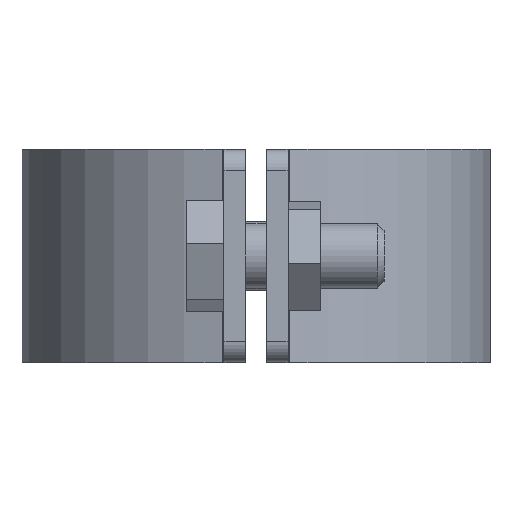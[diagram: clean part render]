
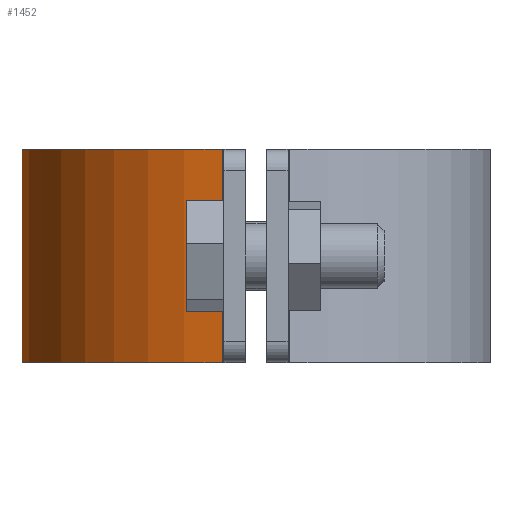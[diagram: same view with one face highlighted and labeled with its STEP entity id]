
A CAD part, left-side view. The second image highlights one B-rep face of the part: STEP entity #1452.
In plain terms, the highlighted cylindrical face has radius 22 mm (diameter 44 mm), a partial arc.
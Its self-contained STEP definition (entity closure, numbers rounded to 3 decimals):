
#65 = VERTEX_POINT ( 'NONE', #1570 ) ;
#67 = DIRECTION ( 'NONE',  ( 0., 0., -1. ) ) ;
#152 = DIRECTION ( 'NONE',  ( 0., 0., -1. ) ) ;
#412 = EDGE_CURVE ( 'NONE', #1496, #65, #1379, .T. ) ;
#418 = DIRECTION ( 'NONE',  ( 1., 0., 0. ) ) ;
#501 = EDGE_LOOP ( 'NONE', ( #753, #2283, #653, #1337 ) ) ;
#546 = CARTESIAN_POINT ( 'NONE',  ( 21.77, 3.171, 10. ) ) ;
#618 = CIRCLE ( 'NONE', #945, 22. ) ;
#639 = LINE ( 'NONE', #1604, #2608 ) ;
#653 = ORIENTED_EDGE ( 'NONE', *, *, #1706, .F. ) ;
#739 = CARTESIAN_POINT ( 'NONE',  ( -21.77, 3.171, 10. ) ) ;
#753 = ORIENTED_EDGE ( 'NONE', *, *, #2322, .T. ) ;
#762 = CARTESIAN_POINT ( 'NONE',  ( -21.77, 3.171, 10. ) ) ;
#879 = DIRECTION ( 'NONE',  ( -1., 0., 0. ) ) ;
#945 = AXIS2_PLACEMENT_3D ( 'NONE', #2102, #2114, #2496 ) ;
#951 = VERTEX_POINT ( 'NONE', #1346 ) ;
#1057 = EDGE_CURVE ( 'NONE', #2100, #951, #639, .T. ) ;
#1108 = FACE_OUTER_BOUND ( 'NONE', #501, .T. ) ;
#1230 = DIRECTION ( 'NONE',  ( 0., 0., -1. ) ) ;
#1337 = ORIENTED_EDGE ( 'NONE', *, *, #1057, .T. ) ;
#1346 = CARTESIAN_POINT ( 'NONE',  ( 21.77, 3.171, -10. ) ) ;
#1379 = LINE ( 'NONE', #739, #2058 ) ;
#1452 = ADVANCED_FACE ( 'NONE', ( #1108 ), #2138, .T. ) ;
#1487 = CARTESIAN_POINT ( 'NONE',  ( 0., 0., 10. ) ) ;
#1496 = VERTEX_POINT ( 'NONE', #762 ) ;
#1570 = CARTESIAN_POINT ( 'NONE',  ( -21.77, 3.171, -10. ) ) ;
#1604 = CARTESIAN_POINT ( 'NONE',  ( 21.77, 3.171, 10. ) ) ;
#1706 = EDGE_CURVE ( 'NONE', #2100, #1496, #2352, .T. ) ;
#1813 = DIRECTION ( 'NONE',  ( 0., 0., 1. ) ) ;
#2006 = CARTESIAN_POINT ( 'NONE',  ( 0., 0., 10. ) ) ;
#2058 = VECTOR ( 'NONE', #152, 1000. ) ;
#2100 = VERTEX_POINT ( 'NONE', #546 ) ;
#2102 = CARTESIAN_POINT ( 'NONE',  ( 0., 0., -10. ) ) ;
#2114 = DIRECTION ( 'NONE',  ( 0., 0., 1. ) ) ;
#2138 = CYLINDRICAL_SURFACE ( 'NONE', #2501, 22. ) ;
#2269 = AXIS2_PLACEMENT_3D ( 'NONE', #2006, #1813, #418 ) ;
#2283 = ORIENTED_EDGE ( 'NONE', *, *, #412, .F. ) ;
#2322 = EDGE_CURVE ( 'NONE', #951, #65, #618, .T. ) ;
#2352 = CIRCLE ( 'NONE', #2269, 22. ) ;
#2496 = DIRECTION ( 'NONE',  ( 1., 0., 0. ) ) ;
#2501 = AXIS2_PLACEMENT_3D ( 'NONE', #1487, #67, #879 ) ;
#2608 = VECTOR ( 'NONE', #1230, 1000. ) ;
